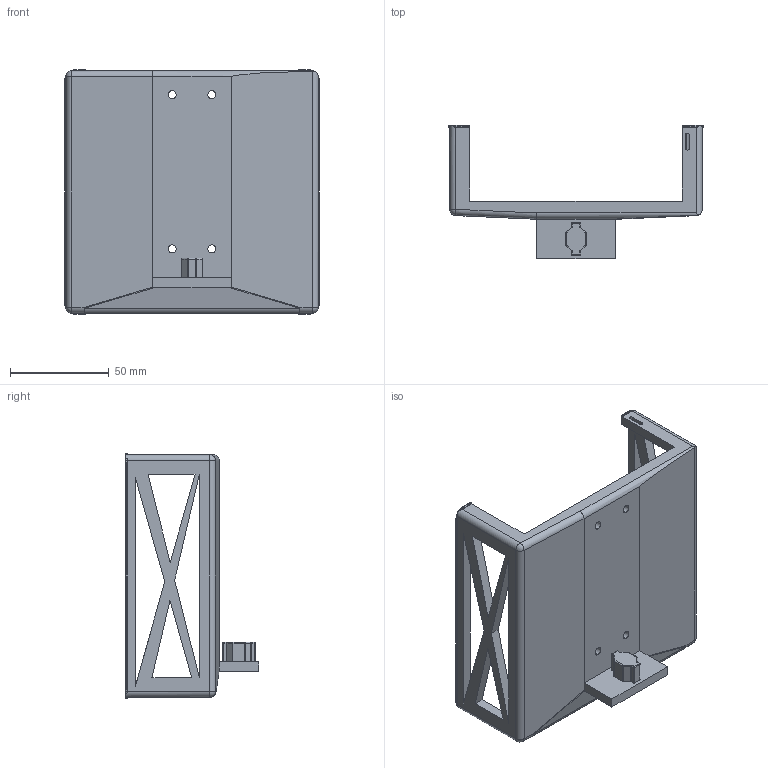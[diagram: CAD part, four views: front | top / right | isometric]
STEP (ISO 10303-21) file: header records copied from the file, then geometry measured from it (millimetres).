
FILE_DESCRIPTION (( 'STEP AP214' ), '1' );
FILE_NAME ('NUC holder main frame.STEP', '2025-12-12T12:15:59', ( '' ), ( '' ), 'SwSTEP 2.0', 'SolidWorks 2025', '' );
FILE_SCHEMA (( 'AUTOMOTIVE_DESIGN' ));
Length unit declared in the file: millimetre
Products named in the file (1): NUC holder main frame
Bounding box: 129 x 67.51 x 124 mm (x, y, z)
Volume: 161414.5 mm3; surface area: 55444.1 mm2
Topology: 1 solids, 2 shells, 217 faces, 553 edges, 334 vertices
Faces by surface type: plane 89, cylinder 88, torus 28, sphere 12
Entity records: 6610 total; most frequent: CARTESIAN_POINT 1329, DIRECTION 1116, ORIENTED_EDGE 1090, EDGE_CURVE 545, AXIS2_PLACEMENT_3D 399, VERTEX_POINT 334, LINE 318, VECTOR 318
